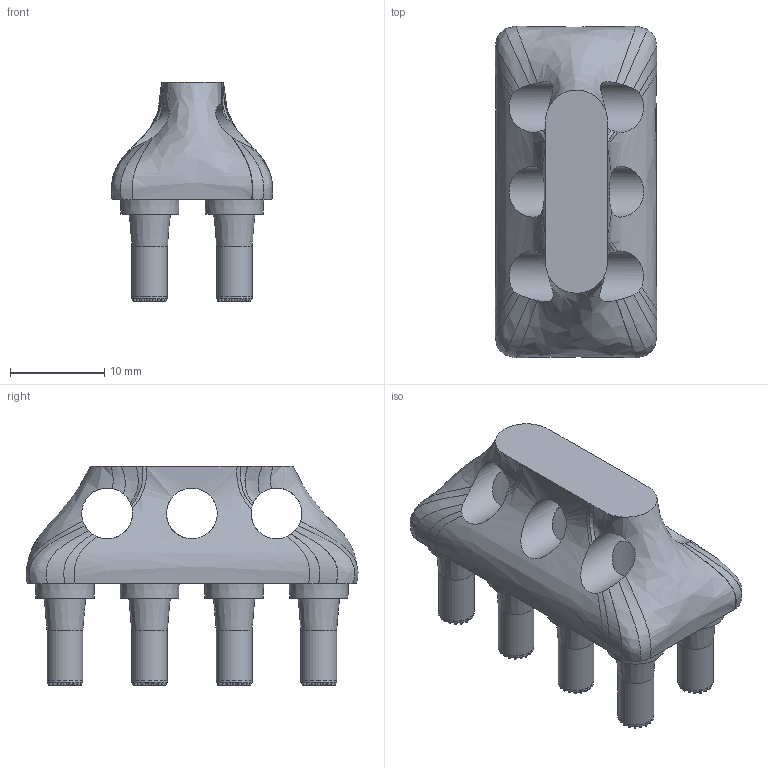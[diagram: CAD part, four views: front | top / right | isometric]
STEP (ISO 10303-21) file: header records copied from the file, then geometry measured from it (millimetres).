
FILE_DESCRIPTION(('FreeCAD Model'),'2;1');
FILE_NAME('Open CASCADE Shape Model','2024-11-18T23:33:21',(''),(''), 'Open CASCADE STEP processor 7.6','FreeCAD','Unknown');
FILE_SCHEMA(('AUTOMOTIVE_DESIGN { 1 0 10303 214 1 1 1 1 }'));
Length unit declared in the file: millimetre
Products named in the file (1): 96 well micro
Bounding box: 17.16 x 35.3 x 23.3 mm (x, y, z)
Volume: 4814 mm3; surface area: 4147.4 mm2
Topology: 281 solids, 281 shells, 916 faces, 1050 edges, 697 vertices
Faces by surface type: plane 570, cone 288, bspline 44, cylinder 14
Full cylindrical faces by diameter (mm): 3.8 x8, 5 x3, 5.4 x3
Entity records: 38766 total; most frequent: CARTESIAN_POINT 12536, DIRECTION 4383, ORIENTED_EDGE 2100, PCURVE 2100, DEFINITIONAL_REPRESENTATION 2100, AXIS2_PLACEMENT_3D 1476, CIRCLE 1187, B_SPLINE_CURVE_WITH_KNOTS 1057
